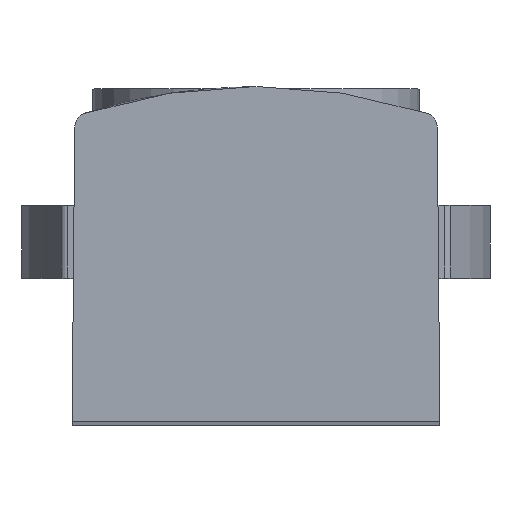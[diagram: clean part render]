
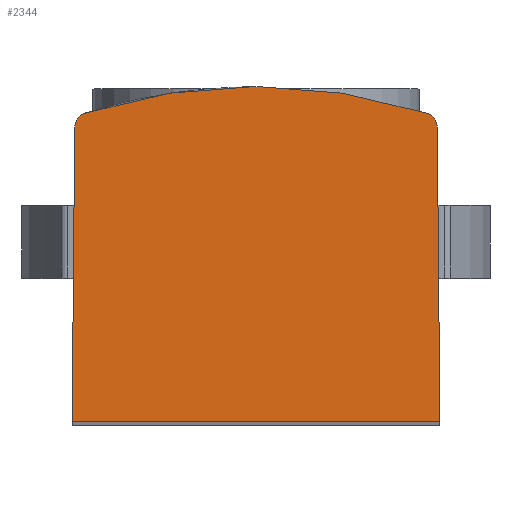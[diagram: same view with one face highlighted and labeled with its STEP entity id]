
A CAD part, top view. The second image highlights one B-rep face of the part: STEP entity #2344.
In plain terms, the highlighted planar face has unit normal (0, 0, 1).
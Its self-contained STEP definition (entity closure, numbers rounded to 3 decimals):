
#42=CIRCLE('',#2443,7.7);
#52=CIRCLE('',#2460,0.2);
#59=CIRCLE('',#2470,0.2);
#143=PLANE('',#2480);
#338=ORIENTED_EDGE('',*,*,#735,.T.);
#339=ORIENTED_EDGE('',*,*,#782,.T.);
#340=ORIENTED_EDGE('',*,*,#739,.T.);
#341=ORIENTED_EDGE('',*,*,#751,.T.);
#342=ORIENTED_EDGE('',*,*,#700,.T.);
#343=ORIENTED_EDGE('',*,*,#761,.T.);
#700=EDGE_CURVE('',#931,#930,#42,.T.);
#735=EDGE_CURVE('',#965,#964,#1123,.T.);
#739=EDGE_CURVE('',#969,#968,#1127,.T.);
#751=EDGE_CURVE('',#968,#931,#52,.T.);
#761=EDGE_CURVE('',#930,#965,#59,.T.);
#782=EDGE_CURVE('',#964,#969,#1156,.T.);
#930=VERTEX_POINT('',#3214);
#931=VERTEX_POINT('',#3216);
#964=VERTEX_POINT('',#3291);
#965=VERTEX_POINT('',#3293);
#968=VERTEX_POINT('',#3300);
#969=VERTEX_POINT('',#3302);
#1123=LINE('',#3292,#1255);
#1127=LINE('',#3301,#1259);
#1156=LINE('',#3386,#1288);
#1255=VECTOR('',#2715,1000.);
#1259=VECTOR('',#2721,1000.);
#1288=VECTOR('',#2794,1000.);
#1375=EDGE_LOOP('',(#338,#339,#340,#341,#342,#343));
#1501=FACE_BOUND('',#1375,.T.);
#2344=ADVANCED_FACE('',(#1501),#143,.T.);
#2443=AXIS2_PLACEMENT_3D('',#3215,#2663,#2664);
#2460=AXIS2_PLACEMENT_3D('',#3323,#2736,#2737);
#2470=AXIS2_PLACEMENT_3D('',#3346,#2758,#2759);
#2480=AXIS2_PLACEMENT_3D('',#3387,#2795,#2796);
#2663=DIRECTION('',(0.,0.,1.));
#2664=DIRECTION('',(1.,0.,0.));
#2715=DIRECTION('',(-0.009,-1.,0.));
#2721=DIRECTION('',(-0.009,1.,0.));
#2736=DIRECTION('',(0.,0.,1.));
#2737=DIRECTION('',(1.,0.,0.));
#2758=DIRECTION('',(0.,0.,1.));
#2759=DIRECTION('',(1.,0.,0.));
#2794=DIRECTION('',(1.,0.,0.));
#2795=DIRECTION('',(0.,0.,1.));
#2796=DIRECTION('',(1.,0.,0.));
#3214=CARTESIAN_POINT('',(-2.351,2.182,31.8));
#3215=CARTESIAN_POINT('',(0.,-5.15,31.8));
#3216=CARTESIAN_POINT('',(2.351,2.182,31.8));
#3291=CARTESIAN_POINT('',(-2.525,-2.05,31.8));
#3292=CARTESIAN_POINT('',(-2.49,1.994,31.8));
#3293=CARTESIAN_POINT('',(-2.49,1.994,31.8));
#3300=CARTESIAN_POINT('',(2.49,1.994,31.8));
#3301=CARTESIAN_POINT('',(2.525,-2.05,31.8));
#3302=CARTESIAN_POINT('',(2.525,-2.05,31.8));
#3323=CARTESIAN_POINT('',(2.29,1.992,31.8));
#3346=CARTESIAN_POINT('',(-2.29,1.992,31.8));
#3386=CARTESIAN_POINT('',(-2.525,-2.05,31.8));
#3387=CARTESIAN_POINT('',(2.29,1.992,31.8));
